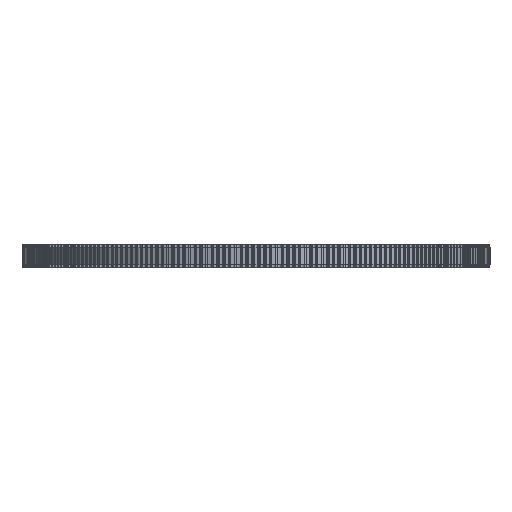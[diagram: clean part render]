
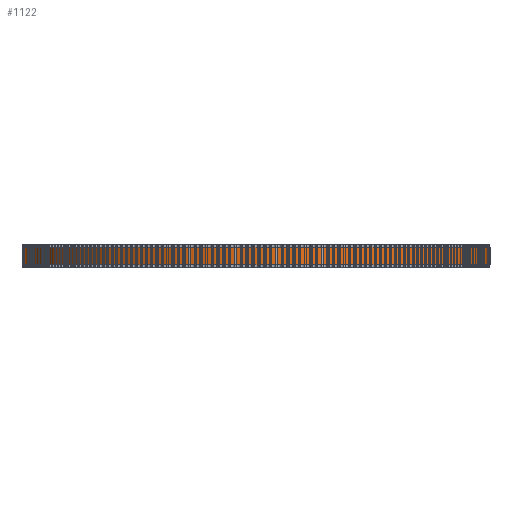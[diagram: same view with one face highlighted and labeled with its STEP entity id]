
A CAD part, left-side view. The second image highlights one B-rep face of the part: STEP entity #1122.
In plain terms, the highlighted cylindrical face has radius 79.578 mm (diameter 159.155 mm), a full revolution.
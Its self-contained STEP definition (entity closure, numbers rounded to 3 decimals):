
#97=FACE_BOUND('',#4128,.T.);
#98=FACE_BOUND('',#4129,.T.);
#1122=ADVANCED_FACE('',(#97,#98),#2123,.T.);
#2123=CYLINDRICAL_SURFACE('',#22143,79.577);
#4128=EDGE_LOOP('',(#12130));
#4129=EDGE_LOOP('',(#12131));
#12130=ORIENTED_EDGE('',*,*,#17134,.T.);
#12131=ORIENTED_EDGE('',*,*,#17135,.T.);
#14132=VERTEX_POINT('',#35160);
#14133=VERTEX_POINT('',#35162);
#17134=EDGE_CURVE('',#14132,#14132,#19136,.T.);
#17135=EDGE_CURVE('',#14133,#14133,#19137,.T.);
#19136=CIRCLE('',#22141,79.577);
#19137=CIRCLE('',#22142,79.577);
#22141=AXIS2_PLACEMENT_3D('',#35159,#29150,#29151);
#22142=AXIS2_PLACEMENT_3D('',#35161,#29152,#29153);
#22143=AXIS2_PLACEMENT_3D('',#35163,#29154,#29155);
#29150=DIRECTION('',(0.,0.,1.));
#29151=DIRECTION('',(1.,0.,0.));
#29152=DIRECTION('',(0.,0.,-1.));
#29153=DIRECTION('',(1.,0.,0.));
#29154=DIRECTION('',(0.,0.,1.));
#29155=DIRECTION('',(1.,0.,0.));
#35159=CARTESIAN_POINT('',(0.,0.,1.));
#35160=CARTESIAN_POINT('',(79.577,0.,1.));
#35161=CARTESIAN_POINT('',(0.,0.,7.));
#35162=CARTESIAN_POINT('',(79.577,0.,7.));
#35163=CARTESIAN_POINT('',(0.,0.,1.));
